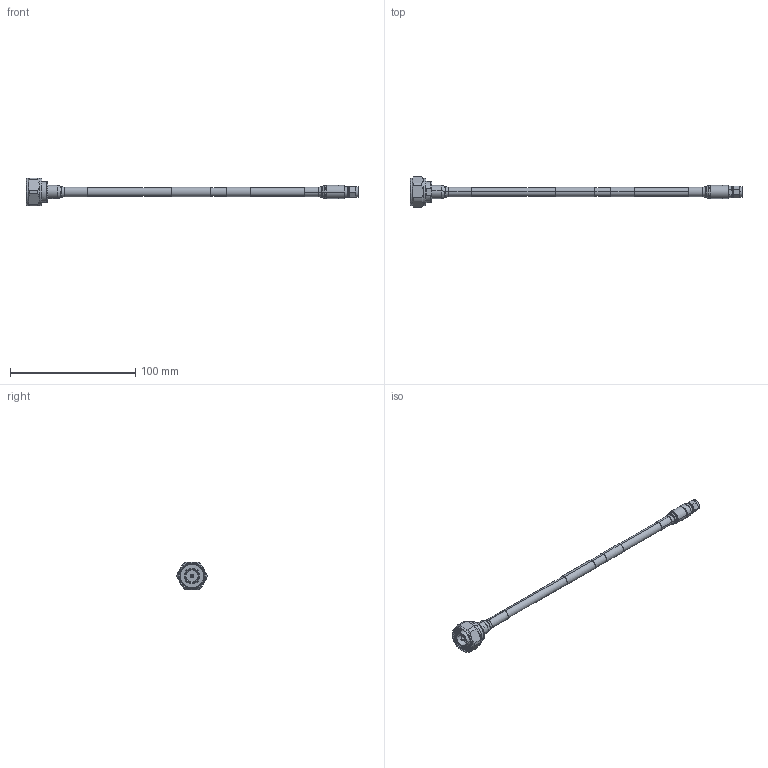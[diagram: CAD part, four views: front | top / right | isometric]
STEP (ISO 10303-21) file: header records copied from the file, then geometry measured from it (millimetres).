
FILE_DESCRIPTION (( 'STEP AP214' ), '1' );
FILE_NAME ('FMCA1814_3D.step', '2025-07-24T19:32:08', ( '' ), ( '' ), 'SwSTEP 2.0', 'SolidWorks 2022', '' );
FILE_SCHEMA (( 'AUTOMOTIVE_DESIGN' ));
Length unit declared in the file: inch
Products named in the file (6): Coax Cable^FMCA1814_LABEL+PE PIM; Heat Shrink^FMCA1814_Config 1; FMCN1433; FMCA1814_3D; Heat Shrink^FMCA1814; FMCN1448_默认
Assembly tree (5 placements, depth 2):
  FMCA1814_3D
    Coax Cable^FMCA1814_LABEL+PE PIM
    FMCN1433
    FMCN1448_默认
    Heat Shrink^FMCA1814_Config 1
    Heat Shrink^FMCA1814
Bounding box: 265.07 x 23.98 x 22 mm (x, y, z)
Volume: 15216.1 mm3; surface area: 13898.6 mm2
Topology: 7 solids, 8 shells, 278 faces, 616 edges, 371 vertices
Faces by surface type: cylinder 103, cone 98, plane 56, torus 18, bspline 3
Entity records: 9602 total; most frequent: CARTESIAN_POINT 3073, DIRECTION 1371, ORIENTED_EDGE 1232, EDGE_CURVE 616, AXIS2_PLACEMENT_3D 572, VERTEX_POINT 371, EDGE_LOOP 301, CIRCLE 289
